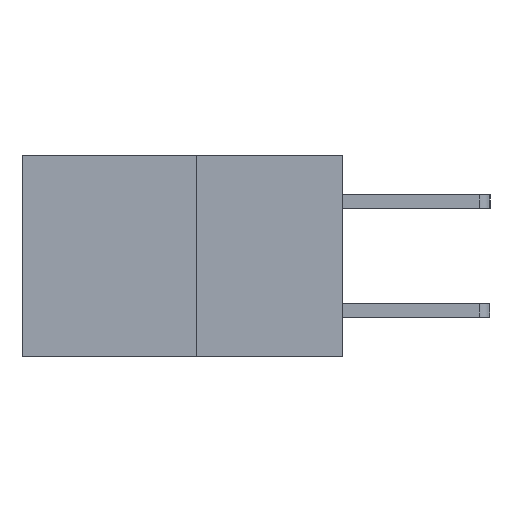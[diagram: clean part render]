
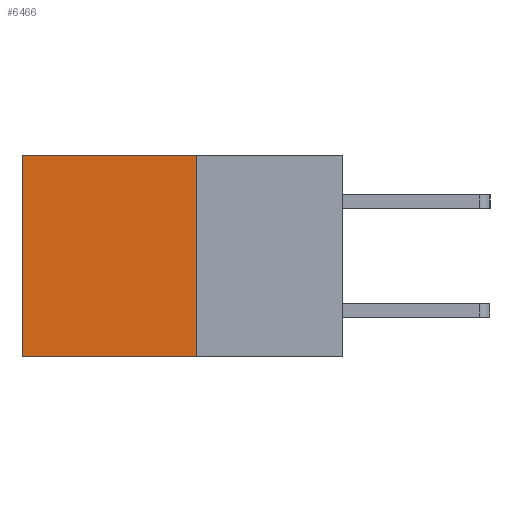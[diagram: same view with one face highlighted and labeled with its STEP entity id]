
A CAD part, left-side view. The second image highlights one B-rep face of the part: STEP entity #6466.
In plain terms, the highlighted planar face has unit normal (-1, 0, 0).
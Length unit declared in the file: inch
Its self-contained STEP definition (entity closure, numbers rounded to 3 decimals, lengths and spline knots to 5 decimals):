
#471 = CARTESIAN_POINT ( 'NONE',  ( 0.277, 0.27, -0.37 ) ) ;
#1300 = FACE_OUTER_BOUND ( 'NONE', #2643, .T. ) ;
#1334 = ORIENTED_EDGE ( 'NONE', *, *, #3255, .F. ) ;
#1539 = CARTESIAN_POINT ( 'NONE',  ( 0.277, 0.27, -0.37 ) ) ;
#1549 = ORIENTED_EDGE ( 'NONE', *, *, #4303, .F. ) ;
#1581 = CARTESIAN_POINT ( 'NONE',  ( 0.277, 0.59, 0. ) ) ;
#1659 = DIRECTION ( 'NONE',  ( 1., 0., 0. ) ) ;
#2052 = VERTEX_POINT ( 'NONE', #1581 ) ;
#2308 = DIRECTION ( 'NONE',  ( 0., 0., -1. ) ) ;
#2643 = EDGE_LOOP ( 'NONE', ( #8993, #1334, #1549, #5491 ) ) ;
#2889 = VECTOR ( 'NONE', #2308, 39.37008 ) ;
#3255 = EDGE_CURVE ( 'NONE', #6404, #8121, #3595, .T. ) ;
#3351 = LINE ( 'NONE', #9454, #2889 ) ;
#3496 = CARTESIAN_POINT ( 'NONE',  ( 0.277, 0.59, -0.37 ) ) ;
#3595 = LINE ( 'NONE', #471, #9326 ) ;
#4048 = VERTEX_POINT ( 'NONE', #4906 ) ;
#4303 = EDGE_CURVE ( 'NONE', #4048, #6404, #3351, .T. ) ;
#4906 = CARTESIAN_POINT ( 'NONE',  ( 0.277, 0.27, 0. ) ) ;
#5004 = VECTOR ( 'NONE', #5133, 39.37008 ) ;
#5014 = EDGE_CURVE ( 'NONE', #2052, #8121, #5475, .T. ) ;
#5067 = EDGE_CURVE ( 'NONE', #4048, #2052, #5750, .T. ) ;
#5133 = DIRECTION ( 'NONE',  ( 0., 1., 0. ) ) ;
#5215 = CARTESIAN_POINT ( 'NONE',  ( 0.277, 0.27, 0. ) ) ;
#5475 = LINE ( 'NONE', #5849, #7290 ) ;
#5491 = ORIENTED_EDGE ( 'NONE', *, *, #5067, .T. ) ;
#5750 = LINE ( 'NONE', #5215, #5004 ) ;
#5809 = DIRECTION ( 'NONE',  ( 0., 0., -1. ) ) ;
#5849 = CARTESIAN_POINT ( 'NONE',  ( 0.277, 0.59, -0.37 ) ) ;
#6350 = AXIS2_PLACEMENT_3D ( 'NONE', #8317, #1659, #6934 ) ;
#6404 = VERTEX_POINT ( 'NONE', #1539 ) ;
#6466 = ADVANCED_FACE ( 'NONE', ( #1300 ), #9084, .F. ) ;
#6934 = DIRECTION ( 'NONE',  ( 0., 0., -1. ) ) ;
#7290 = VECTOR ( 'NONE', #5809, 39.37008 ) ;
#7565 = DIRECTION ( 'NONE',  ( 0., 1., 0. ) ) ;
#8121 = VERTEX_POINT ( 'NONE', #3496 ) ;
#8317 = CARTESIAN_POINT ( 'NONE',  ( 0.277, 0.27, -0.37 ) ) ;
#8993 = ORIENTED_EDGE ( 'NONE', *, *, #5014, .T. ) ;
#9084 = PLANE ( 'NONE',  #6350 ) ;
#9326 = VECTOR ( 'NONE', #7565, 39.37008 ) ;
#9454 = CARTESIAN_POINT ( 'NONE',  ( 0.277, 0.27, -0.37 ) ) ;
